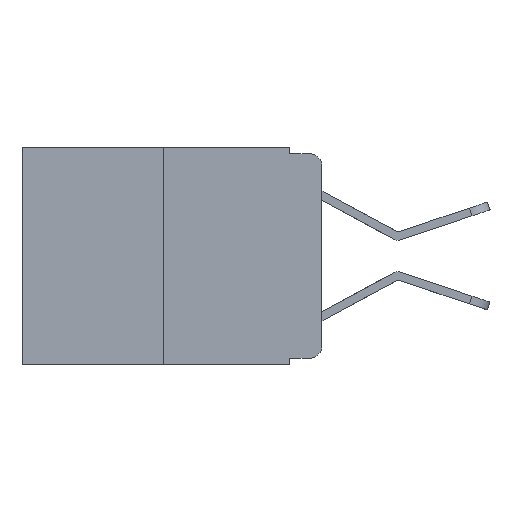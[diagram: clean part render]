
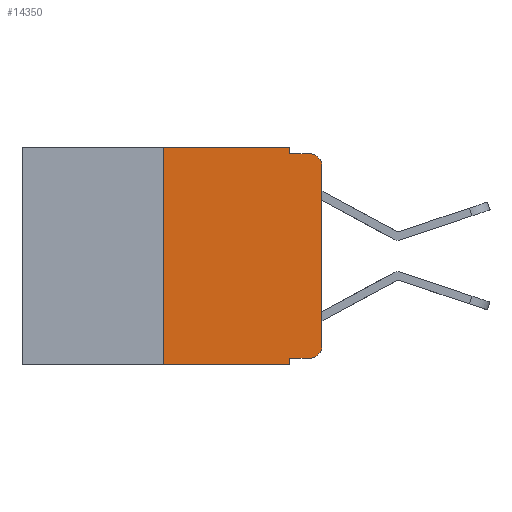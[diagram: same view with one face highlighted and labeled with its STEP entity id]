
A CAD part, left-side view. The second image highlights one B-rep face of the part: STEP entity #14350.
In plain terms, the highlighted planar face has unit normal (-1, 0, 0).
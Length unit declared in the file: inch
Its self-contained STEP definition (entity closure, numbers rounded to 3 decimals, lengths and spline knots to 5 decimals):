
#74 = CARTESIAN_POINT ( 'NONE',  ( 0., 0., -0.313 ) ) ;
#194 = ORIENTED_EDGE ( 'NONE', *, *, #1767, .F. ) ;
#585 = DIRECTION ( 'NONE',  ( 0., 0., -1. ) ) ;
#595 = CIRCLE ( 'NONE', #18218, 0.02 ) ;
#1319 = EDGE_CURVE ( 'NONE', #10919, #5456, #8295, .T. ) ;
#1515 = ORIENTED_EDGE ( 'NONE', *, *, #18145, .F. ) ;
#1757 = VECTOR ( 'NONE', #4513, 39.37008 ) ;
#1758 = LINE ( 'NONE', #15047, #15524 ) ;
#1767 = EDGE_CURVE ( 'NONE', #6293, #8093, #8509, .T. ) ;
#1945 = EDGE_CURVE ( 'NONE', #11143, #8093, #3819, .T. ) ;
#2052 = DIRECTION ( 'NONE',  ( 0., 0., -1. ) ) ;
#2388 = ORIENTED_EDGE ( 'NONE', *, *, #14478, .T. ) ;
#2665 = EDGE_CURVE ( 'NONE', #6618, #7635, #4828, .T. ) ;
#2990 = ORIENTED_EDGE ( 'NONE', *, *, #2665, .T. ) ;
#3500 = CARTESIAN_POINT ( 'NONE',  ( 0., 0.051, -0.01 ) ) ;
#3722 = CARTESIAN_POINT ( 'NONE',  ( 0., 0., -0.03 ) ) ;
#3809 = FACE_OUTER_BOUND ( 'NONE', #7996, .T. ) ;
#3819 = LINE ( 'NONE', #4800, #18884 ) ;
#3926 = CARTESIAN_POINT ( 'NONE',  ( 0., 0.473, 0. ) ) ;
#4296 = ORIENTED_EDGE ( 'NONE', *, *, #9200, .F. ) ;
#4490 = DIRECTION ( 'NONE',  ( 0., -1., 0. ) ) ;
#4513 = DIRECTION ( 'NONE',  ( 0., 0., -1. ) ) ;
#4594 = VECTOR ( 'NONE', #17567, 39.37008 ) ;
#4674 = CARTESIAN_POINT ( 'NONE',  ( 0., 0.25, 0. ) ) ;
#4800 = CARTESIAN_POINT ( 'NONE',  ( 0., 0.473, -0.343 ) ) ;
#4828 = CIRCLE ( 'NONE', #18325, 0.02 ) ;
#5342 = CARTESIAN_POINT ( 'NONE',  ( 0., 0.02, -0.03 ) ) ;
#5456 = VERTEX_POINT ( 'NONE', #10854 ) ;
#6293 = VERTEX_POINT ( 'NONE', #14227 ) ;
#6323 = DIRECTION ( 'NONE',  ( 0., -1., 0. ) ) ;
#6618 = VERTEX_POINT ( 'NONE', #3722 ) ;
#6651 = DIRECTION ( 'NONE',  ( 0., 0., -1. ) ) ;
#7177 = VECTOR ( 'NONE', #14857, 39.37008 ) ;
#7210 = VERTEX_POINT ( 'NONE', #74 ) ;
#7635 = VERTEX_POINT ( 'NONE', #20443 ) ;
#7813 = CARTESIAN_POINT ( 'NONE',  ( 0., 0.051, 0. ) ) ;
#7996 = EDGE_LOOP ( 'NONE', ( #2388, #2990, #20616, #4296, #11348, #1515, #13661, #194, #12065, #20222 ) ) ;
#8093 = VERTEX_POINT ( 'NONE', #10222 ) ;
#8295 = LINE ( 'NONE', #12733, #16599 ) ;
#8509 = LINE ( 'NONE', #7813, #1757 ) ;
#8703 = EDGE_CURVE ( 'NONE', #11296, #7210, #595, .T. ) ;
#9114 = DIRECTION ( 'NONE',  ( 1., 0., 0. ) ) ;
#9200 = EDGE_CURVE ( 'NONE', #5456, #17663, #20049, .T. ) ;
#9862 = AXIS2_PLACEMENT_3D ( 'NONE', #3926, #9114, #585 ) ;
#10063 = LINE ( 'NONE', #11632, #7177 ) ;
#10222 = CARTESIAN_POINT ( 'NONE',  ( 0., 0.051, -0.343 ) ) ;
#10445 = CARTESIAN_POINT ( 'NONE',  ( 0., 0.02, -0.333 ) ) ;
#10561 = PLANE ( 'NONE',  #9862 ) ;
#10854 = CARTESIAN_POINT ( 'NONE',  ( 0., 0.051, 0. ) ) ;
#10867 = CARTESIAN_POINT ( 'NONE',  ( 0., 0., 0. ) ) ;
#10919 = VERTEX_POINT ( 'NONE', #16408 ) ;
#11143 = VERTEX_POINT ( 'NONE', #13508 ) ;
#11296 = VERTEX_POINT ( 'NONE', #10445 ) ;
#11348 = ORIENTED_EDGE ( 'NONE', *, *, #1319, .F. ) ;
#11632 = CARTESIAN_POINT ( 'NONE',  ( 0., 0.051, -0.333 ) ) ;
#11967 = CARTESIAN_POINT ( 'NONE',  ( 0., 0.02, -0.313 ) ) ;
#12010 = VECTOR ( 'NONE', #19990, 39.37008 ) ;
#12065 = ORIENTED_EDGE ( 'NONE', *, *, #13434, .T. ) ;
#12733 = CARTESIAN_POINT ( 'NONE',  ( 0., 0.473, 0. ) ) ;
#13245 = DIRECTION ( 'NONE',  ( 0., -1., 0. ) ) ;
#13434 = EDGE_CURVE ( 'NONE', #6293, #11296, #10063, .T. ) ;
#13508 = CARTESIAN_POINT ( 'NONE',  ( 0., 0.25, -0.343 ) ) ;
#13623 = DIRECTION ( 'NONE',  ( -1., 0., 0. ) ) ;
#13661 = ORIENTED_EDGE ( 'NONE', *, *, #1945, .T. ) ;
#14227 = CARTESIAN_POINT ( 'NONE',  ( 0., 0.051, -0.333 ) ) ;
#14350 = ADVANCED_FACE ( 'NONE', ( #3809 ), #10561, .F. ) ;
#14478 = EDGE_CURVE ( 'NONE', #7210, #6618, #18355, .T. ) ;
#14857 = DIRECTION ( 'NONE',  ( 0., -1., 0. ) ) ;
#15047 = CARTESIAN_POINT ( 'NONE',  ( 0., 0.051, -0.01 ) ) ;
#15524 = VECTOR ( 'NONE', #13245, 39.37008 ) ;
#16408 = CARTESIAN_POINT ( 'NONE',  ( 0., 0.25, 0. ) ) ;
#16599 = VECTOR ( 'NONE', #4490, 39.37008 ) ;
#16693 = VECTOR ( 'NONE', #6651, 39.37008 ) ;
#17567 = DIRECTION ( 'NONE',  ( 0., 0., 1. ) ) ;
#17663 = VERTEX_POINT ( 'NONE', #3500 ) ;
#17693 = DIRECTION ( 'NONE',  ( -1., 0., 0. ) ) ;
#17982 = DIRECTION ( 'NONE',  ( 0., 0., -1. ) ) ;
#18145 = EDGE_CURVE ( 'NONE', #11143, #10919, #21048, .T. ) ;
#18197 = CARTESIAN_POINT ( 'NONE',  ( 0., 0.051, 0. ) ) ;
#18218 = AXIS2_PLACEMENT_3D ( 'NONE', #11967, #13623, #2052 ) ;
#18325 = AXIS2_PLACEMENT_3D ( 'NONE', #5342, #17693, #17982 ) ;
#18355 = LINE ( 'NONE', #10867, #4594 ) ;
#18884 = VECTOR ( 'NONE', #6323, 39.37008 ) ;
#19990 = DIRECTION ( 'NONE',  ( 0., 0., 1. ) ) ;
#20049 = LINE ( 'NONE', #18197, #16693 ) ;
#20222 = ORIENTED_EDGE ( 'NONE', *, *, #8703, .T. ) ;
#20443 = CARTESIAN_POINT ( 'NONE',  ( 0., 0.02, -0.01 ) ) ;
#20616 = ORIENTED_EDGE ( 'NONE', *, *, #20783, .F. ) ;
#20783 = EDGE_CURVE ( 'NONE', #17663, #7635, #1758, .T. ) ;
#21048 = LINE ( 'NONE', #4674, #12010 ) ;
